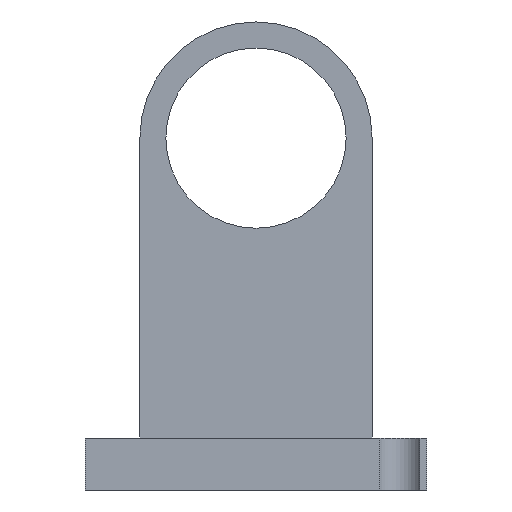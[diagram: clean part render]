
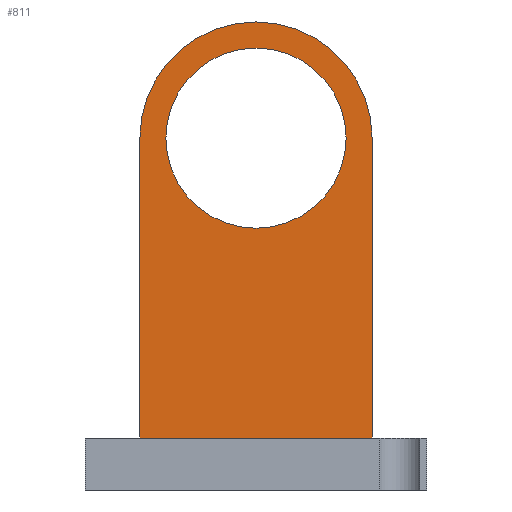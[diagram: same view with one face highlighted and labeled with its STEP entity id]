
A CAD part, front view. The second image highlights one B-rep face of the part: STEP entity #811.
In plain terms, the highlighted planar face has unit normal (0, -1, 0).
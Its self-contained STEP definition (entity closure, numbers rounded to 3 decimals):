
#126 = PLANE('',#127);
#127 = AXIS2_PLACEMENT_3D('',#128,#129,#130);
#128 = CARTESIAN_POINT('',(-32.827,-100.5,5.));
#129 = DIRECTION('',(0.,0.,1.));
#130 = DIRECTION('',(1.,0.,0.));
#327 = VERTEX_POINT('',#328);
#328 = CARTESIAN_POINT('',(-22.327,-10.661,5.));
#342 = PLANE('',#343);
#343 = AXIS2_PLACEMENT_3D('',#344,#345,#346);
#344 = CARTESIAN_POINT('',(-22.327,-4.685,
    -17.327));
#345 = DIRECTION('',(1.,0.,0.));
#346 = DIRECTION('',(0.,-1.,0.));
#383 = VERTEX_POINT('',#384);
#384 = CARTESIAN_POINT('',(22.327,-10.661,5.));
#398 = PLANE('',#399);
#399 = AXIS2_PLACEMENT_3D('',#400,#401,#402);
#400 = CARTESIAN_POINT('',(22.327,-4.685,
    -17.327));
#401 = DIRECTION('',(1.,0.,0.));
#402 = DIRECTION('',(0.,-1.,0.));
#410 = EDGE_CURVE('',#327,#383,#411,.T.);
#411 = SURFACE_CURVE('',#412,(#416,#423),.PCURVE_S1.);
#412 = LINE('',#413,#414);
#413 = CARTESIAN_POINT('',(0.,-10.661,5.));
#414 = VECTOR('',#415,1.);
#415 = DIRECTION('',(1.,0.,0.));
#416 = PCURVE('',#126,#417);
#417 = DEFINITIONAL_REPRESENTATION('',(#418),#422);
#418 = LINE('',#419,#420);
#419 = CARTESIAN_POINT('',(32.827,89.839));
#420 = VECTOR('',#421,1.);
#421 = DIRECTION('',(1.,0.));
#422 = ( GEOMETRIC_REPRESENTATION_CONTEXT(2) 
PARAMETRIC_REPRESENTATION_CONTEXT() REPRESENTATION_CONTEXT('2D SPACE',''
  ) );
#423 = PCURVE('',#424,#429);
#424 = PLANE('',#425);
#425 = AXIS2_PLACEMENT_3D('',#426,#427,#428);
#426 = CARTESIAN_POINT('',(-22.327,-10.661,
    -17.327));
#427 = DIRECTION('',(0.,-1.,0.));
#428 = DIRECTION('',(1.,0.,0.));
#429 = DEFINITIONAL_REPRESENTATION('',(#430),#434);
#430 = LINE('',#431,#432);
#431 = CARTESIAN_POINT('',(22.327,22.327));
#432 = VECTOR('',#433,1.);
#433 = DIRECTION('',(1.,0.));
#434 = ( GEOMETRIC_REPRESENTATION_CONTEXT(2) 
PARAMETRIC_REPRESENTATION_CONTEXT() REPRESENTATION_CONTEXT('2D SPACE',''
  ) );
#739 = EDGE_CURVE('',#327,#740,#742,.T.);
#740 = VERTEX_POINT('',#741);
#741 = CARTESIAN_POINT('',(-22.327,-10.661,
    62.683));
#742 = SURFACE_CURVE('',#743,(#747,#754),.PCURVE_S1.);
#743 = LINE('',#744,#745);
#744 = CARTESIAN_POINT('',(-22.327,-10.661,
    -17.327));
#745 = VECTOR('',#746,1.);
#746 = DIRECTION('',(0.,0.,1.));
#747 = PCURVE('',#342,#748);
#748 = DEFINITIONAL_REPRESENTATION('',(#749),#753);
#749 = LINE('',#750,#751);
#750 = CARTESIAN_POINT('',(5.976,0.));
#751 = VECTOR('',#752,1.);
#752 = DIRECTION('',(0.,-1.));
#753 = ( GEOMETRIC_REPRESENTATION_CONTEXT(2) 
PARAMETRIC_REPRESENTATION_CONTEXT() REPRESENTATION_CONTEXT('2D SPACE',''
  ) );
#754 = PCURVE('',#424,#755);
#755 = DEFINITIONAL_REPRESENTATION('',(#756),#760);
#756 = LINE('',#757,#758);
#757 = CARTESIAN_POINT('',(0.,0.));
#758 = VECTOR('',#759,1.);
#759 = DIRECTION('',(0.,1.));
#760 = ( GEOMETRIC_REPRESENTATION_CONTEXT(2) 
PARAMETRIC_REPRESENTATION_CONTEXT() REPRESENTATION_CONTEXT('2D SPACE',''
  ) );
#800 = CYLINDRICAL_SURFACE('',#801,22.317);
#801 = AXIS2_PLACEMENT_3D('',#802,#803,#804);
#802 = CARTESIAN_POINT('',(-0.01,-4.685,
    62.683));
#803 = DIRECTION('',(0.,-1.,0.));
#804 = DIRECTION('',(-1.,-0.,0.));
#811 = ADVANCED_FACE('',(#812,#922),#424,.T.);
#812 = FACE_BOUND('',#813,.T.);
#813 = EDGE_LOOP('',(#814,#815,#816,#839,#868,#896));
#814 = ORIENTED_EDGE('',*,*,#739,.F.);
#815 = ORIENTED_EDGE('',*,*,#410,.T.);
#816 = ORIENTED_EDGE('',*,*,#817,.T.);
#817 = EDGE_CURVE('',#383,#818,#820,.T.);
#818 = VERTEX_POINT('',#819);
#819 = CARTESIAN_POINT('',(22.327,-10.661,
    62.683));
#820 = SURFACE_CURVE('',#821,(#825,#832),.PCURVE_S1.);
#821 = LINE('',#822,#823);
#822 = CARTESIAN_POINT('',(22.327,-10.661,
    -17.327));
#823 = VECTOR('',#824,1.);
#824 = DIRECTION('',(0.,0.,1.));
#825 = PCURVE('',#424,#826);
#826 = DEFINITIONAL_REPRESENTATION('',(#827),#831);
#827 = LINE('',#828,#829);
#828 = CARTESIAN_POINT('',(44.654,0.));
#829 = VECTOR('',#830,1.);
#830 = DIRECTION('',(0.,1.));
#831 = ( GEOMETRIC_REPRESENTATION_CONTEXT(2) 
PARAMETRIC_REPRESENTATION_CONTEXT() REPRESENTATION_CONTEXT('2D SPACE',''
  ) );
#832 = PCURVE('',#398,#833);
#833 = DEFINITIONAL_REPRESENTATION('',(#834),#838);
#834 = LINE('',#835,#836);
#835 = CARTESIAN_POINT('',(5.976,0.));
#836 = VECTOR('',#837,1.);
#837 = DIRECTION('',(0.,-1.));
#838 = ( GEOMETRIC_REPRESENTATION_CONTEXT(2) 
PARAMETRIC_REPRESENTATION_CONTEXT() REPRESENTATION_CONTEXT('2D SPACE',''
  ) );
#839 = ORIENTED_EDGE('',*,*,#840,.T.);
#840 = EDGE_CURVE('',#818,#841,#843,.T.);
#841 = VERTEX_POINT('',#842);
#842 = CARTESIAN_POINT('',(0.01,-10.661,85.));
#843 = SURFACE_CURVE('',#844,(#849,#856),.PCURVE_S1.);
#844 = CIRCLE('',#845,22.317);
#845 = AXIS2_PLACEMENT_3D('',#846,#847,#848);
#846 = CARTESIAN_POINT('',(0.01,-10.661,
    62.683));
#847 = DIRECTION('',(0.,-1.,0.));
#848 = DIRECTION('',(0.,-0.,-1.));
#849 = PCURVE('',#424,#850);
#850 = DEFINITIONAL_REPRESENTATION('',(#851),#855);
#851 = CIRCLE('',#852,22.317);
#852 = AXIS2_PLACEMENT_2D('',#853,#854);
#853 = CARTESIAN_POINT('',(22.337,80.01));
#854 = DIRECTION('',(0.,-1.));
#855 = ( GEOMETRIC_REPRESENTATION_CONTEXT(2) 
PARAMETRIC_REPRESENTATION_CONTEXT() REPRESENTATION_CONTEXT('2D SPACE',''
  ) );
#856 = PCURVE('',#857,#862);
#857 = CYLINDRICAL_SURFACE('',#858,22.317);
#858 = AXIS2_PLACEMENT_3D('',#859,#860,#861);
#859 = CARTESIAN_POINT('',(0.01,-4.685,
    62.683));
#860 = DIRECTION('',(0.,-1.,0.));
#861 = DIRECTION('',(1.,0.,0.));
#862 = DEFINITIONAL_REPRESENTATION('',(#863),#867);
#863 = LINE('',#864,#865);
#864 = CARTESIAN_POINT('',(-1.571,5.976));
#865 = VECTOR('',#866,1.);
#866 = DIRECTION('',(1.,0.));
#867 = ( GEOMETRIC_REPRESENTATION_CONTEXT(2) 
PARAMETRIC_REPRESENTATION_CONTEXT() REPRESENTATION_CONTEXT('2D SPACE',''
  ) );
#868 = ORIENTED_EDGE('',*,*,#869,.F.);
#869 = EDGE_CURVE('',#870,#841,#872,.T.);
#870 = VERTEX_POINT('',#871);
#871 = CARTESIAN_POINT('',(-0.01,-10.661,85.));
#872 = SURFACE_CURVE('',#873,(#877,#884),.PCURVE_S1.);
#873 = LINE('',#874,#875);
#874 = CARTESIAN_POINT('',(-22.327,-10.661,85.));
#875 = VECTOR('',#876,1.);
#876 = DIRECTION('',(1.,0.,0.));
#877 = PCURVE('',#424,#878);
#878 = DEFINITIONAL_REPRESENTATION('',(#879),#883);
#879 = LINE('',#880,#881);
#880 = CARTESIAN_POINT('',(0.,102.327));
#881 = VECTOR('',#882,1.);
#882 = DIRECTION('',(1.,0.));
#883 = ( GEOMETRIC_REPRESENTATION_CONTEXT(2) 
PARAMETRIC_REPRESENTATION_CONTEXT() REPRESENTATION_CONTEXT('2D SPACE',''
  ) );
#884 = PCURVE('',#885,#890);
#885 = PLANE('',#886);
#886 = AXIS2_PLACEMENT_3D('',#887,#888,#889);
#887 = CARTESIAN_POINT('',(-22.327,-4.685,85.));
#888 = DIRECTION('',(0.,0.,1.));
#889 = DIRECTION('',(0.,-1.,0.));
#890 = DEFINITIONAL_REPRESENTATION('',(#891),#895);
#891 = LINE('',#892,#893);
#892 = CARTESIAN_POINT('',(5.976,0.));
#893 = VECTOR('',#894,1.);
#894 = DIRECTION('',(0.,1.));
#895 = ( GEOMETRIC_REPRESENTATION_CONTEXT(2) 
PARAMETRIC_REPRESENTATION_CONTEXT() REPRESENTATION_CONTEXT('2D SPACE',''
  ) );
#896 = ORIENTED_EDGE('',*,*,#897,.F.);
#897 = EDGE_CURVE('',#740,#870,#898,.T.);
#898 = SURFACE_CURVE('',#899,(#904,#915),.PCURVE_S1.);
#899 = CIRCLE('',#900,22.317);
#900 = AXIS2_PLACEMENT_3D('',#901,#902,#903);
#901 = CARTESIAN_POINT('',(-0.01,-10.661,
    62.683));
#902 = DIRECTION('',(-0.,1.,0.));
#903 = DIRECTION('',(0.,0.,-1.));
#904 = PCURVE('',#424,#905);
#905 = DEFINITIONAL_REPRESENTATION('',(#906),#914);
#906 = ( BOUNDED_CURVE() B_SPLINE_CURVE(2,(#907,#908,#909,#910,#911,#912
,#913),.UNSPECIFIED.,.T.,.F.) B_SPLINE_CURVE_WITH_KNOTS((1,2,2,2,2,1),(
    -2.094,0.,2.094,4.189,6.283,
8.378),.UNSPECIFIED.) CURVE() GEOMETRIC_REPRESENTATION_ITEM() 
RATIONAL_B_SPLINE_CURVE((1.,0.5,1.,0.5,1.,0.5,1.)) REPRESENTATION_ITEM(
  '') );
#907 = CARTESIAN_POINT('',(22.317,57.693));
#908 = CARTESIAN_POINT('',(-16.337,57.693));
#909 = CARTESIAN_POINT('',(2.99,91.169));
#910 = CARTESIAN_POINT('',(22.317,124.644));
#911 = CARTESIAN_POINT('',(41.644,91.169));
#912 = CARTESIAN_POINT('',(60.972,57.693));
#913 = CARTESIAN_POINT('',(22.317,57.693));
#914 = ( GEOMETRIC_REPRESENTATION_CONTEXT(2) 
PARAMETRIC_REPRESENTATION_CONTEXT() REPRESENTATION_CONTEXT('2D SPACE',''
  ) );
#915 = PCURVE('',#800,#916);
#916 = DEFINITIONAL_REPRESENTATION('',(#917),#921);
#917 = LINE('',#918,#919);
#918 = CARTESIAN_POINT('',(1.571,5.976));
#919 = VECTOR('',#920,1.);
#920 = DIRECTION('',(-1.,0.));
#921 = ( GEOMETRIC_REPRESENTATION_CONTEXT(2) 
PARAMETRIC_REPRESENTATION_CONTEXT() REPRESENTATION_CONTEXT('2D SPACE',''
  ) );
#922 = FACE_BOUND('',#923,.T.);
#923 = EDGE_LOOP('',(#924));
#924 = ORIENTED_EDGE('',*,*,#925,.T.);
#925 = EDGE_CURVE('',#926,#926,#928,.T.);
#926 = VERTEX_POINT('',#927);
#927 = CARTESIAN_POINT('',(17.327,-10.661,
    62.673));
#928 = SURFACE_CURVE('',#929,(#934,#945),.PCURVE_S1.);
#929 = CIRCLE('',#930,17.327);
#930 = AXIS2_PLACEMENT_3D('',#931,#932,#933);
#931 = CARTESIAN_POINT('',(0.,-10.661,62.673));
#932 = DIRECTION('',(-0.,1.,0.));
#933 = DIRECTION('',(1.,0.,0.));
#934 = PCURVE('',#424,#935);
#935 = DEFINITIONAL_REPRESENTATION('',(#936),#944);
#936 = ( BOUNDED_CURVE() B_SPLINE_CURVE(2,(#937,#938,#939,#940,#941,#942
,#943),.UNSPECIFIED.,.T.,.F.) B_SPLINE_CURVE_WITH_KNOTS((1,2,2,2,2,1),(
    -2.094,0.,2.094,4.189,6.283,
8.378),.UNSPECIFIED.) CURVE() GEOMETRIC_REPRESENTATION_ITEM() 
RATIONAL_B_SPLINE_CURVE((1.,0.5,1.,0.5,1.,0.5,1.)) REPRESENTATION_ITEM(
  '') );
#937 = CARTESIAN_POINT('',(39.654,80.));
#938 = CARTESIAN_POINT('',(39.654,49.988));
#939 = CARTESIAN_POINT('',(13.664,64.994));
#940 = CARTESIAN_POINT('',(-12.327,80.));
#941 = CARTESIAN_POINT('',(13.664,95.006));
#942 = CARTESIAN_POINT('',(39.654,110.012));
#943 = CARTESIAN_POINT('',(39.654,80.));
#944 = ( GEOMETRIC_REPRESENTATION_CONTEXT(2) 
PARAMETRIC_REPRESENTATION_CONTEXT() REPRESENTATION_CONTEXT('2D SPACE',''
  ) );
#945 = PCURVE('',#946,#951);
#946 = CYLINDRICAL_SURFACE('',#947,17.327);
#947 = AXIS2_PLACEMENT_3D('',#948,#949,#950);
#948 = CARTESIAN_POINT('',(0.,72.327,62.673));
#949 = DIRECTION('',(0.,1.,0.));
#950 = DIRECTION('',(1.,0.,0.));
#951 = DEFINITIONAL_REPRESENTATION('',(#952),#956);
#952 = LINE('',#953,#954);
#953 = CARTESIAN_POINT('',(-6.283,-82.988));
#954 = VECTOR('',#955,1.);
#955 = DIRECTION('',(1.,-0.));
#956 = ( GEOMETRIC_REPRESENTATION_CONTEXT(2) 
PARAMETRIC_REPRESENTATION_CONTEXT() REPRESENTATION_CONTEXT('2D SPACE',''
  ) );
